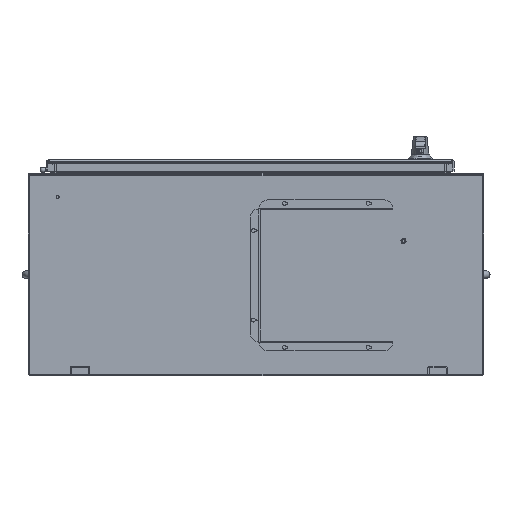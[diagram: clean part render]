
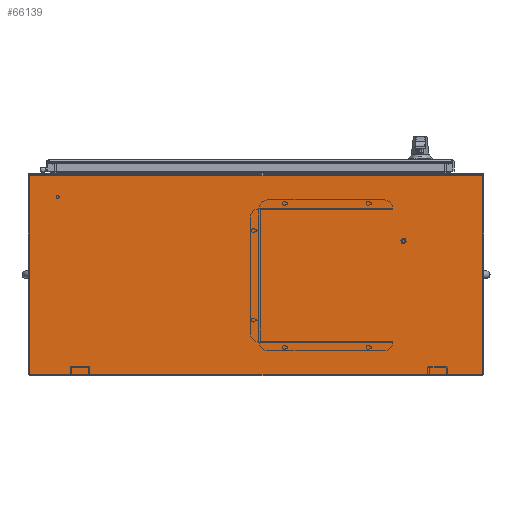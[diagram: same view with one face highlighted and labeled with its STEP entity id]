
A CAD part, front view. The second image highlights one B-rep face of the part: STEP entity #66139.
In plain terms, the highlighted face is planar.
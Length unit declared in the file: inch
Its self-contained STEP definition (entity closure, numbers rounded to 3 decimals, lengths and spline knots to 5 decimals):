
#4098 = ORIENTED_EDGE ( 'NONE', *, *, #50647, .F. ) ;
#7779 = DIRECTION ( 'NONE',  ( 0., -1., 0. ) ) ;
#8282 = CARTESIAN_POINT ( 'NONE',  ( 40.5, 0., -0.125 ) ) ;
#8820 = CARTESIAN_POINT ( 'NONE',  ( 0., -17.815, -0.125 ) ) ;
#12810 = VECTOR ( 'NONE', #29085, 39.37008 ) ;
#14851 = CARTESIAN_POINT ( 'NONE',  ( 40.5, -17.815, -0.125 ) ) ;
#15256 = EDGE_CURVE ( 'NONE', #55491, #26668, #41358, .T. ) ;
#16857 = LINE ( 'NONE', #19956, #35307 ) ;
#17033 = ORIENTED_EDGE ( 'NONE', *, *, #23133, .F. ) ;
#18678 = PLANE ( 'NONE',  #47719 ) ;
#19956 = CARTESIAN_POINT ( 'NONE',  ( 0., -17.815, -0.125 ) ) ;
#20623 = DIRECTION ( 'NONE',  ( 1., 0., 0. ) ) ;
#23071 = VERTEX_POINT ( 'NONE', #8820 ) ;
#23133 = EDGE_CURVE ( 'NONE', #23071, #43819, #16857, .T. ) ;
#24802 = LINE ( 'NONE', #50383, #12810 ) ;
#25260 = CARTESIAN_POINT ( 'NONE',  ( 0., 0., -0.125 ) ) ;
#26668 = VERTEX_POINT ( 'NONE', #56545 ) ;
#29085 = DIRECTION ( 'NONE',  ( 0., 1., 0. ) ) ;
#29566 = EDGE_CURVE ( 'NONE', #43819, #55491, #24802, .T. ) ;
#30107 = VECTOR ( 'NONE', #61197, 39.37008 ) ;
#33976 = ORIENTED_EDGE ( 'NONE', *, *, #15256, .F. ) ;
#35307 = VECTOR ( 'NONE', #20623, 39.37008 ) ;
#36750 = EDGE_LOOP ( 'NONE', ( #17033, #4098, #33976, #37100 ) ) ;
#37100 = ORIENTED_EDGE ( 'NONE', *, *, #29566, .F. ) ;
#41358 = LINE ( 'NONE', #25260, #30107 ) ;
#43819 = VERTEX_POINT ( 'NONE', #14851 ) ;
#45711 = FACE_OUTER_BOUND ( 'NONE', #36750, .T. ) ;
#47719 = AXIS2_PLACEMENT_3D ( 'NONE', #48920, #64676, #7779 ) ;
#48920 = CARTESIAN_POINT ( 'NONE',  ( 0., 0., -0.125 ) ) ;
#50383 = CARTESIAN_POINT ( 'NONE',  ( 40.5, 0., -0.125 ) ) ;
#50647 = EDGE_CURVE ( 'NONE', #26668, #23071, #65504, .T. ) ;
#52902 = DIRECTION ( 'NONE',  ( 0., -1., 0. ) ) ;
#54269 = VECTOR ( 'NONE', #52902, 39.37008 ) ;
#55491 = VERTEX_POINT ( 'NONE', #8282 ) ;
#56545 = CARTESIAN_POINT ( 'NONE',  ( 0., 0., -0.125 ) ) ;
#57643 = CARTESIAN_POINT ( 'NONE',  ( 0., 0., -0.125 ) ) ;
#61197 = DIRECTION ( 'NONE',  ( -1., 0., 0. ) ) ;
#64676 = DIRECTION ( 'NONE',  ( 0., 0., 1. ) ) ;
#65504 = LINE ( 'NONE', #57643, #54269 ) ;
#66139 = ADVANCED_FACE ( 'NONE', ( #45711 ), #18678, .F. ) ;
